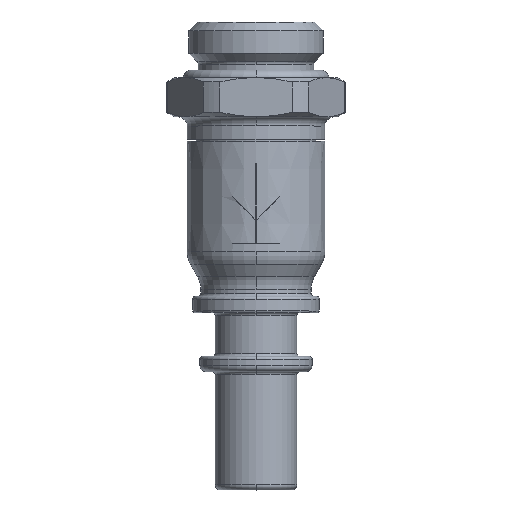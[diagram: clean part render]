
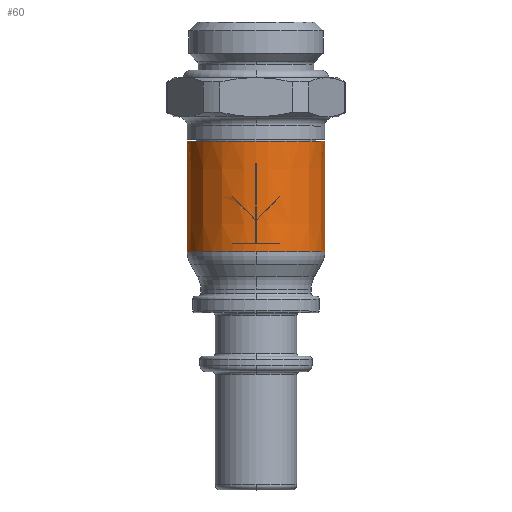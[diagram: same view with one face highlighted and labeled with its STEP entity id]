
A CAD part, top view. The second image highlights one B-rep face of the part: STEP entity #60.
In plain terms, the highlighted conical face has half-angle 0 degrees and reference radius 6.75 mm.
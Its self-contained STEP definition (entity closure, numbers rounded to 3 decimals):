
#60=ADVANCED_FACE('',(#200,#201),#202,.T.);
#200=FACE_OUTER_BOUND('',#461,.T.);
#201=FACE_BOUND('',#462,.T.);
#202=CONICAL_SURFACE('',#463,6.75,0.);
#461=EDGE_LOOP('',(#805,#806,#807,#808,#809));
#462=EDGE_LOOP('',(#810,#811,#812,#813,#814,#815,#816,#817,#818,#819,#820,#821,#822,#823,#824,#825));
#463=AXIS2_PLACEMENT_3D('',#826,#827,#828);
#805=ORIENTED_EDGE('',*,*,#1799,.F.);
#806=ORIENTED_EDGE('',*,*,#1739,.T.);
#807=ORIENTED_EDGE('',*,*,#1746,.T.);
#808=ORIENTED_EDGE('',*,*,#1800,.F.);
#809=ORIENTED_EDGE('',*,*,#1801,.F.);
#810=ORIENTED_EDGE('',*,*,#1802,.T.);
#811=ORIENTED_EDGE('',*,*,#1803,.T.);
#812=ORIENTED_EDGE('',*,*,#1804,.T.);
#813=ORIENTED_EDGE('',*,*,#1805,.T.);
#814=ORIENTED_EDGE('',*,*,#1806,.T.);
#815=ORIENTED_EDGE('',*,*,#1807,.T.);
#816=ORIENTED_EDGE('',*,*,#1808,.T.);
#817=ORIENTED_EDGE('',*,*,#1809,.T.);
#818=ORIENTED_EDGE('',*,*,#1810,.T.);
#819=ORIENTED_EDGE('',*,*,#1811,.T.);
#820=ORIENTED_EDGE('',*,*,#1812,.T.);
#821=ORIENTED_EDGE('',*,*,#1813,.T.);
#822=ORIENTED_EDGE('',*,*,#1814,.T.);
#823=ORIENTED_EDGE('',*,*,#1815,.T.);
#824=ORIENTED_EDGE('',*,*,#1816,.T.);
#825=ORIENTED_EDGE('',*,*,#1817,.T.);
#826=CARTESIAN_POINT('',(0.0,28.785,0.0));
#827=DIRECTION('',(-0.0,-1.0,-0.0));
#828=DIRECTION('',(-1.0,0.0,0.0));
#1739=EDGE_CURVE('',#2074,#2075,#2076,.T.);
#1746=EDGE_CURVE('',#2075,#2086,#2088,.T.);
#1799=EDGE_CURVE('',#2074,#2177,#2183,.T.);
#1800=EDGE_CURVE('',#2180,#2086,#2184,.T.);
#1801=EDGE_CURVE('',#2177,#2180,#2185,.T.);
#1802=EDGE_CURVE('',#2186,#2187,#2188,.T.);
#1803=EDGE_CURVE('',#2187,#2189,#2190,.T.);
#1804=EDGE_CURVE('',#2189,#2191,#2192,.T.);
#1805=EDGE_CURVE('',#2191,#2193,#2194,.T.);
#1806=EDGE_CURVE('',#2193,#2195,#2196,.T.);
#1807=EDGE_CURVE('',#2195,#2197,#2198,.T.);
#1808=EDGE_CURVE('',#2197,#2199,#2200,.T.);
#1809=EDGE_CURVE('',#2199,#2201,#2202,.T.);
#1810=EDGE_CURVE('',#2201,#2203,#2204,.T.);
#1811=EDGE_CURVE('',#2203,#2205,#2206,.T.);
#1812=EDGE_CURVE('',#2205,#2207,#2208,.T.);
#1813=EDGE_CURVE('',#2207,#2209,#2210,.T.);
#1814=EDGE_CURVE('',#2209,#2211,#2212,.T.);
#1815=EDGE_CURVE('',#2211,#2213,#2214,.T.);
#1816=EDGE_CURVE('',#2213,#2215,#2216,.T.);
#1817=EDGE_CURVE('',#2215,#2186,#2217,.T.);
#2074=VERTEX_POINT('',#2630);
#2075=VERTEX_POINT('',#2631);
#2076=CIRCLE('',#2632,6.75);
#2086=VERTEX_POINT('',#2642);
#2088=CIRCLE('',#2644,6.75);
#2177=VERTEX_POINT('',#2749);
#2180=VERTEX_POINT('',#2753);
#2183=LINE('',#2757,#2758);
#2184=LINE('',#2759,#2760);
#2185=CIRCLE('',#2761,6.75);
#2186=VERTEX_POINT('',#2762);
#2187=VERTEX_POINT('',#2763);
#2188=CIRCLE('',#2764,6.75);
#2189=VERTEX_POINT('',#2765);
#2190=LINE('',#2766,#2767);
#2191=VERTEX_POINT('',#2768);
#2192=CIRCLE('',#2769,6.75);
#2193=VERTEX_POINT('',#2770);
#2194=LINE('',#2771,#2772);
#2195=VERTEX_POINT('',#2773);
#2196=CIRCLE('',#2774,6.75);
#2197=VERTEX_POINT('',#2775);
#2198=LINE('',#2776,#2777);
#2199=VERTEX_POINT('',#2778);
#2200=ELLIPSE('',#2779,9.546,6.75);
#2201=VERTEX_POINT('',#2780);
#2202=CIRCLE('',#2781,6.75);
#2203=VERTEX_POINT('',#2782);
#2204=ELLIPSE('',#2783,9.546,6.75);
#2205=VERTEX_POINT('',#2784);
#2206=LINE('',#2785,#2786);
#2207=VERTEX_POINT('',#2787);
#2208=CIRCLE('',#2788,6.75);
#2209=VERTEX_POINT('',#2789);
#2210=LINE('',#2790,#2791);
#2211=VERTEX_POINT('',#2792);
#2212=ELLIPSE('',#2793,9.546,6.75);
#2213=VERTEX_POINT('',#2794);
#2214=CIRCLE('',#2795,6.75);
#2215=VERTEX_POINT('',#2796);
#2216=ELLIPSE('',#2797,9.546,6.75);
#2217=LINE('',#2798,#2799);
#2630=CARTESIAN_POINT('',(-6.75,23.37,0.0));
#2631=CARTESIAN_POINT('',(0.,23.37,6.75));
#2632=AXIS2_PLACEMENT_3D('',#3502,#3503,#3504);
#2642=CARTESIAN_POINT('',(6.75,23.37,0.));
#2644=AXIS2_PLACEMENT_3D('',#3523,#3524,#3525);
#2749=CARTESIAN_POINT('',(-6.75,34.2,0.0));
#2753=CARTESIAN_POINT('',(6.75,34.2,0.));
#2757=CARTESIAN_POINT('',(-6.75,28.785,0.));
#2758=VECTOR('',#3646,1.0);
#2759=CARTESIAN_POINT('',(6.75,28.785,0.));
#2760=VECTOR('',#3647,1.0);
#2761=AXIS2_PLACEMENT_3D('',#3648,#3649,#3650);
#2762=CARTESIAN_POINT('',(0.01,24.15,6.75));
#2763=CARTESIAN_POINT('',(2.3,24.15,6.346));
#2764=AXIS2_PLACEMENT_3D('',#3651,#3652,#3653);
#2765=CARTESIAN_POINT('',(2.3,24.14,6.346));
#2766=CARTESIAN_POINT('',(2.3,24.145,6.346));
#2767=VECTOR('',#3654,1.0);
#2768=CARTESIAN_POINT('',(-2.3,24.14,6.346));
#2769=AXIS2_PLACEMENT_3D('',#3655,#3656,#3657);
#2770=CARTESIAN_POINT('',(-2.3,24.15,6.346));
#2771=CARTESIAN_POINT('',(-2.3,24.145,6.346));
#2772=VECTOR('',#3658,1.0);
#2773=CARTESIAN_POINT('',(-0.01,24.15,6.75));
#2774=AXIS2_PLACEMENT_3D('',#3659,#3660,#3661);
#2775=CARTESIAN_POINT('',(-0.01,26.45,6.75));
#2776=CARTESIAN_POINT('',(-0.01,25.3,6.75));
#2777=VECTOR('',#3662,1.0);
#2778=CARTESIAN_POINT('',(-2.31,28.75,6.342));
#2779=AXIS2_PLACEMENT_3D('',#3663,#3664,#3665);
#2780=CARTESIAN_POINT('',(-2.3,28.75,6.346));
#2781=AXIS2_PLACEMENT_3D('',#3666,#3667,#3668);
#2782=CARTESIAN_POINT('',(-0.01,26.46,6.75));
#2783=AXIS2_PLACEMENT_3D('',#3669,#3670,#3671);
#2784=CARTESIAN_POINT('',(-0.01,32.003,6.75));
#2785=CARTESIAN_POINT('',(-0.01,29.231,6.75));
#2786=VECTOR('',#3672,1.0);
#2787=CARTESIAN_POINT('',(0.01,32.003,6.75));
#2788=AXIS2_PLACEMENT_3D('',#3673,#3674,#3675);
#2789=CARTESIAN_POINT('',(0.01,26.46,6.75));
#2790=CARTESIAN_POINT('',(0.01,29.231,6.75));
#2791=VECTOR('',#3676,1.0);
#2792=CARTESIAN_POINT('',(2.3,28.75,6.346));
#2793=AXIS2_PLACEMENT_3D('',#3677,#3678,#3679);
#2794=CARTESIAN_POINT('',(2.31,28.75,6.342));
#2795=AXIS2_PLACEMENT_3D('',#3680,#3681,#3682);
#2796=CARTESIAN_POINT('',(0.01,26.45,6.75));
#2797=AXIS2_PLACEMENT_3D('',#3683,#3684,#3685);
#2798=CARTESIAN_POINT('',(0.01,25.3,6.75));
#2799=VECTOR('',#3686,1.0);
#3502=CARTESIAN_POINT('',(0.0,23.37,0.0));
#3503=DIRECTION('',(0.0,1.0,0.0));
#3504=DIRECTION('',(-1.0,0.0,0.0));
#3523=CARTESIAN_POINT('',(0.0,23.37,0.0));
#3524=DIRECTION('',(0.0,1.0,0.0));
#3525=DIRECTION('',(-1.0,0.0,0.0));
#3646=DIRECTION('',(0.,1.,0.));
#3647=DIRECTION('',(0.,-1.,0.));
#3648=CARTESIAN_POINT('',(0.0,34.2,0.0));
#3649=DIRECTION('',(0.0,1.0,0.0));
#3650=DIRECTION('',(-1.0,0.0,0.0));
#3651=CARTESIAN_POINT('',(0.0,24.15,0.0));
#3652=DIRECTION('',(0.,1.0,0.0));
#3653=DIRECTION('',(-1.0,0.,0.0));
#3654=DIRECTION('',(0.,-1.,0.));
#3655=CARTESIAN_POINT('',(0.0,24.14,0.0));
#3656=DIRECTION('',(0.,-1.0,0.0));
#3657=DIRECTION('',(-1.0,0.,0.0));
#3658=DIRECTION('',(0.,1.,0.));
#3659=CARTESIAN_POINT('',(0.0,24.15,0.0));
#3660=DIRECTION('',(0.,1.0,0.0));
#3661=DIRECTION('',(-1.0,0.,0.0));
#3662=DIRECTION('',(0.,1.,0.));
#3663=CARTESIAN_POINT('',(0.,26.44,0.));
#3664=DIRECTION('',(-0.707,-0.707,0.));
#3665=DIRECTION('',(0.707,-0.707,0.));
#3666=CARTESIAN_POINT('',(0.0,28.75,0.0));
#3667=DIRECTION('',(0.,1.0,0.0));
#3668=DIRECTION('',(-1.0,0.,0.0));
#3669=CARTESIAN_POINT('',(0.,26.45,0.));
#3670=DIRECTION('',(0.707,0.707,0.));
#3671=DIRECTION('',(0.707,-0.707,0.));
#3672=DIRECTION('',(0.,1.,0.));
#3673=CARTESIAN_POINT('',(0.0,32.003,0.0));
#3674=DIRECTION('',(0.,1.0,0.0));
#3675=DIRECTION('',(-1.0,0.,0.0));
#3676=DIRECTION('',(0.,-1.,0.));
#3677=CARTESIAN_POINT('',(0.,26.45,0.0));
#3678=DIRECTION('',(-0.707,0.707,0.));
#3679=DIRECTION('',(0.707,0.707,0.));
#3680=CARTESIAN_POINT('',(0.0,28.75,0.0));
#3681=DIRECTION('',(0.,1.0,0.0));
#3682=DIRECTION('',(-1.0,0.,0.0));
#3683=CARTESIAN_POINT('',(0.,26.44,0.0));
#3684=DIRECTION('',(0.707,-0.707,0.));
#3685=DIRECTION('',(0.707,0.707,0.));
#3686=DIRECTION('',(0.,-1.,0.));
